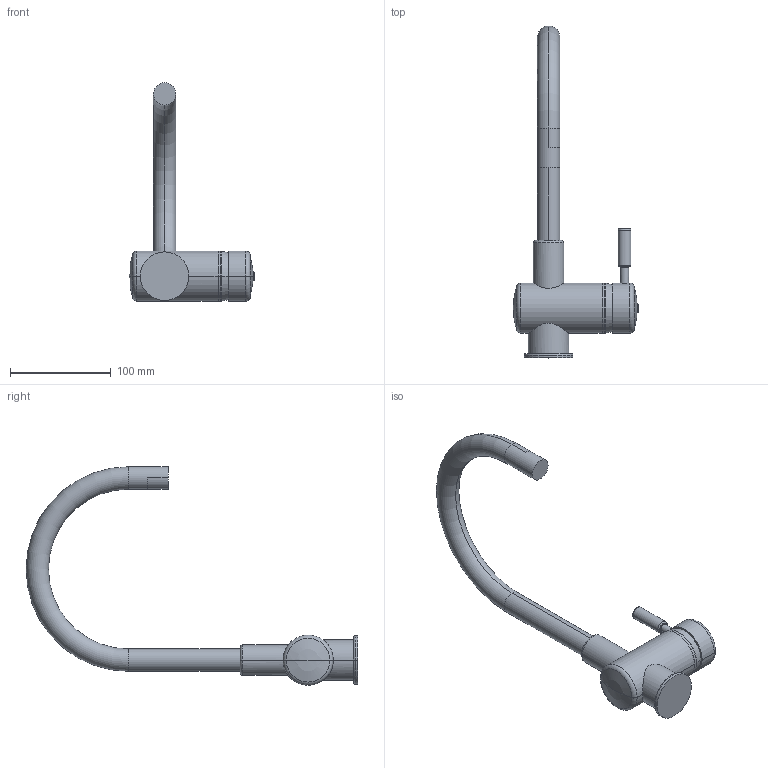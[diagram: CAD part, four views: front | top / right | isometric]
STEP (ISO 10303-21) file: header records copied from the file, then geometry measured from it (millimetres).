
FILE_DESCRIPTION((''),'2;1');
FILE_NAME('2008','2021-05-12T10:27:10',('rsmith'),(''),'CREO PARAMETRIC BY PTC INC, 2018400','CREO PARAMETRIC BY PTC INC, 2018400','');
FILE_SCHEMA(('AUTOMOTIVE_DESIGN { 1 0 10303 214 1 1 1 1 }'));
Length unit declared in the file: inch
Products named in the file (1): 2008
Bounding box: 124.51 x 329.68 x 217 mm (x, y, z)
Volume: 472364.3 mm3; surface area: 67573.1 mm2
Topology: 3 solids, 3 shells, 61 faces, 134 edges, 78 vertices
Faces by surface type: torus 22, cylinder 22, sphere 8, plane 7, bspline 2
Entity records: 2844 total; most frequent: CARTESIAN_POINT 781, DIRECTION 327, ORIENTED_EDGE 256, AXIS2_PLACEMENT_3D 151, COLOUR_RGB 147, PRESENTATION_STYLE_ASSIGNMENT 145, STYLED_ITEM 131, CURVE_STYLE 128
